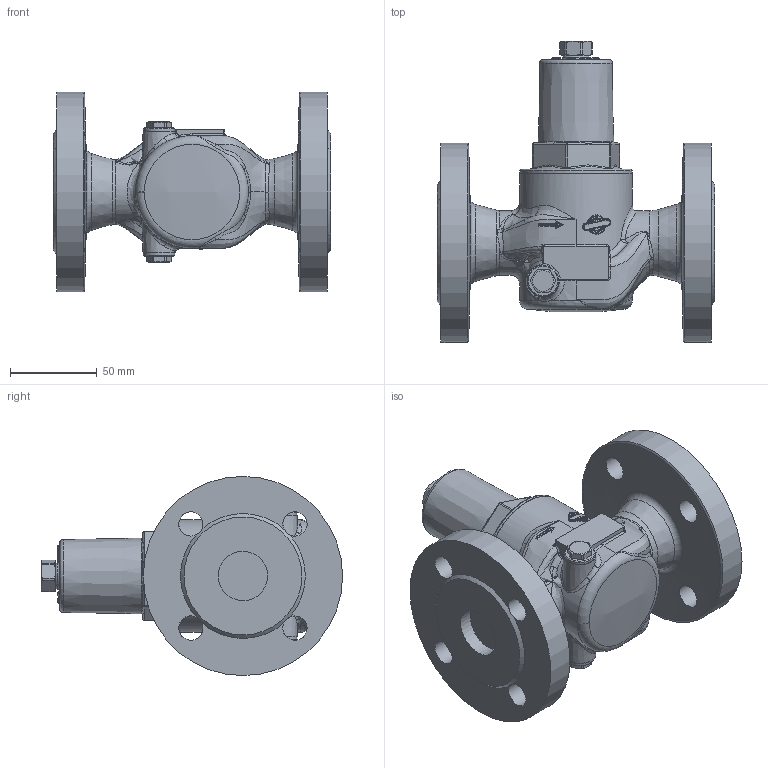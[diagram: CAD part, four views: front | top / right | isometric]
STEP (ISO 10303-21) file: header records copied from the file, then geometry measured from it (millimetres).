
FILE_DESCRIPTION(/* description */ (''),/* implementation_level */ '2;1');
FILE_NAME(/* name */ '087804.stp',/* time_stamp */ '2024-01-17T15:54:40+01:00',/* author */ ('gninka'),/* organization */ (''),/* preprocessor_version */ 'ST-DEVELOPER v19',/* originating_system */ 'Autodesk Inventor 2023',/* authorisation */ '');
FILE_SCHEMA (('AUTOMOTIVE_DESIGN { 1 0 10303 214 3 1 1 }'));
Products named in the file (1): 087804-56330.20230207_step
Bounding box: 160 x 173.78 x 115 mm (x, y, z)
Volume: 801285.7 mm3; surface area: 94800.3 mm2
Topology: 1 solids, 3 shells, 534 faces, 1475 edges, 946 vertices
Faces by surface type: bspline 249, plane 123, cylinder 87, cone 38, torus 28, sphere 9
Full cylindrical faces by diameter (mm): 2 x1, 5 x1, 10 x1, 10.2 x1, 14 x8, 15 x1, 18 x2, 28.5 x2, 65 x1, 115 x2
Entity records: 35125 total; most frequent: CARTESIAN_POINT 23647, ORIENTED_EDGE 2920, DIRECTION 1592, EDGE_CURVE 1460, VERTEX_POINT 943, B_SPLINE_CURVE_WITH_KNOTS 788, AXIS2_PLACEMENT_3D 682, EDGE_LOOP 563
